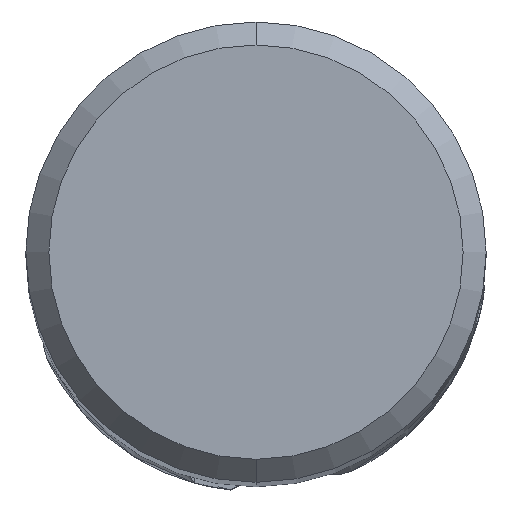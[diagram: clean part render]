
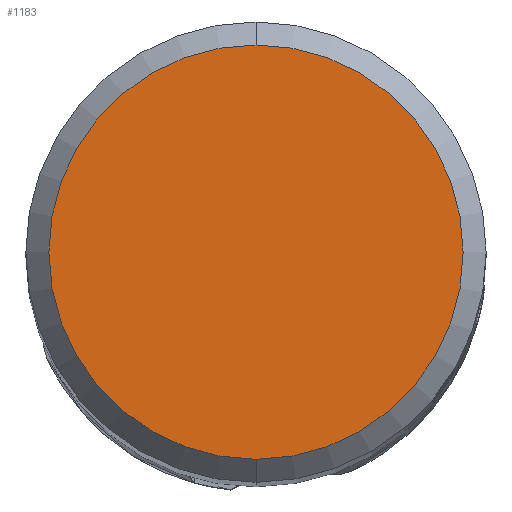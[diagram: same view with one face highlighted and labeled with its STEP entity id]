
A CAD part, top view. The second image highlights one B-rep face of the part: STEP entity #1183.
In plain terms, the highlighted planar face has unit normal (0, 0, 1).
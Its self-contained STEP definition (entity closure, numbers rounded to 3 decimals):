
#987=VERTEX_POINT('',#2434);
#1171=VERTEX_POINT('',#2635);
#1183=ADVANCED_FACE('',(#2647),#2648,.T.);
#1435=EDGE_CURVE('',#1171,#987,#2925,.T.);
#2047=EDGE_CURVE('',#987,#1171,#3589,.T.);
#2434=CARTESIAN_POINT('',(0.,-3.6,0.0));
#2635=CARTESIAN_POINT('',(0.0,3.6,0.0));
#2647=FACE_OUTER_BOUND('',#7100,.T.);
#2648=PLANE('',#7101);
#2925=CIRCLE('',#8505,3.6);
#3589=CIRCLE('',#11822,3.6);
#7100=EDGE_LOOP('',(#12766,#12767));
#7101=AXIS2_PLACEMENT_3D('',#12768,#12769,#12770);
#8505=AXIS2_PLACEMENT_3D('',#13128,#13129,#13130);
#11822=AXIS2_PLACEMENT_3D('',#13818,#13819,#13820);
#12766=ORIENTED_EDGE('',*,*,#1435,.F.);
#12767=ORIENTED_EDGE('',*,*,#2047,.F.);
#12768=CARTESIAN_POINT('',(0.0,1.8,0.0));
#12769=DIRECTION('',(-0.0,0.0,1.0));
#12770=DIRECTION('',(0.0,-1.0,0.0));
#13128=CARTESIAN_POINT('',(0.0,0.0,0.0));
#13129=DIRECTION('',(0.0,0.0,-1.0));
#13130=DIRECTION('',(0.0,1.0,0.0));
#13818=CARTESIAN_POINT('',(0.0,0.0,0.0));
#13819=DIRECTION('',(0.0,0.0,-1.0));
#13820=DIRECTION('',(0.0,1.0,0.0));
